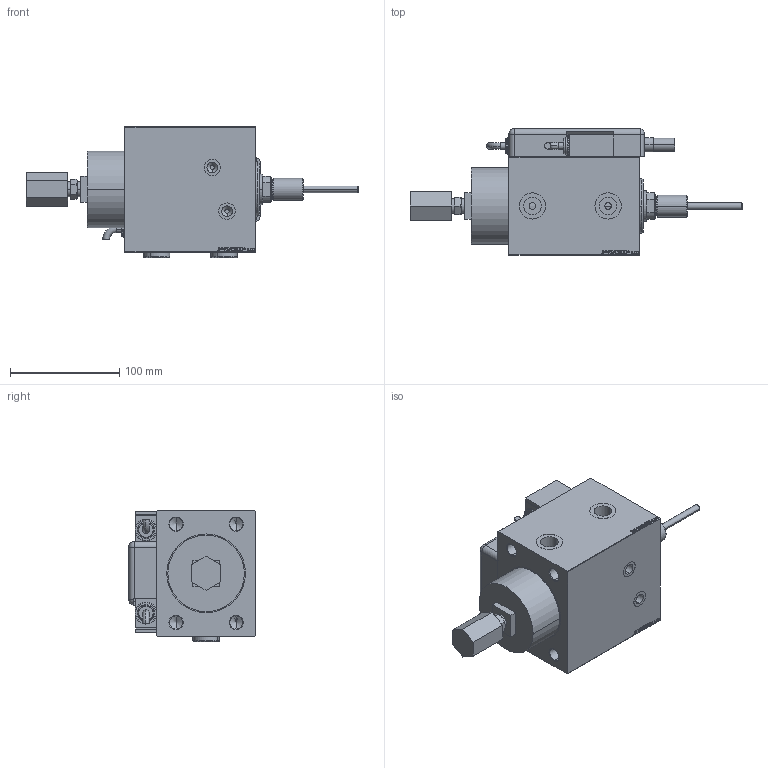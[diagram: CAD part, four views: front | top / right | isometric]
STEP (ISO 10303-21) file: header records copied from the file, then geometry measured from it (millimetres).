
FILE_DESCRIPTION (( 'STEP AP203' ), '1' );
FILE_NAME ('7c87.STEP', '2022-04-17T16:42:29', ( '' ), ( '' ), 'SwSTEP 2.0', 'SolidWorks 2019', '' );
FILE_SCHEMA (( 'CONFIG_CONTROL_DESIGN' ));
Length unit declared in the file: millimetre
Products named in the file (12): V450CP_MALE_METRIC e6775d920143c9eaaa927f7783bf33fa; MAGNETIC SWITCH Q e6775d920143c9eaaa927f7783bf33fa; V450DCP_B_VCP e6775d920143c9eaaa927f7783bf33fa; TYC e6775d920143c9eaaa927f7783bf33fa; 7c87; V450DCP_VC_B e6775d920143c9eaaa927f7783bf33fa; V450DCP_B_Body e6775d920143c9eaaa927f7783bf33fa; V450DCP_B_RodCooling_ACCESSORIES e6775d920143c9eaaa927f7783bf33fa; SWITCH Q e6775d920143c9eaaa927f7783bf33fa; PLUG e6775d920143c9eaaa927f7783bf33fa; SWITCH_Q_FRONT_BACK e6775d920143c9eaaa927f7783bf33fa; KRYT e6775d920143c9eaaa927f7783bf33fa
Assembly tree (13 placements, depth 3):
  7c87
    V450DCP_B_Body e6775d920143c9eaaa927f7783bf33fa
    V450DCP_B_VCP e6775d920143c9eaaa927f7783bf33fa
    V450DCP_VC_B e6775d920143c9eaaa927f7783bf33fa
    V450DCP_B_RodCooling_ACCESSORIES e6775d920143c9eaaa927f7783bf33fa
    MAGNETIC SWITCH Q e6775d920143c9eaaa927f7783bf33fa
      SWITCH_Q_FRONT_BACK e6775d920143c9eaaa927f7783bf33fa
      TYC e6775d920143c9eaaa927f7783bf33fa
      KRYT e6775d920143c9eaaa927f7783bf33fa
      SWITCH Q e6775d920143c9eaaa927f7783bf33fa  x2
    V450CP_MALE_METRIC e6775d920143c9eaaa927f7783bf33fa
    PLUG e6775d920143c9eaaa927f7783bf33fa  x2
Bounding box: 303.7 x 115.8 x 119.9 mm (x, y, z)
Volume: 1443148.5 mm3; surface area: 228236.2 mm2
Topology: 13 solids, 13 shells, 1364 faces, 3412 edges, 2224 vertices
Faces by surface type: plane 650, bspline 471, cylinder 149, cone 68, torus 24, sphere 2
Entity records: 62308 total; most frequent: CARTESIAN_POINT 32725, ORIENTED_EDGE 6520, DIRECTION 4348, EDGE_CURVE 3260, VERTEX_POINT 2140, VECTOR 1930, LINE 1930, EDGE_LOOP 1488
